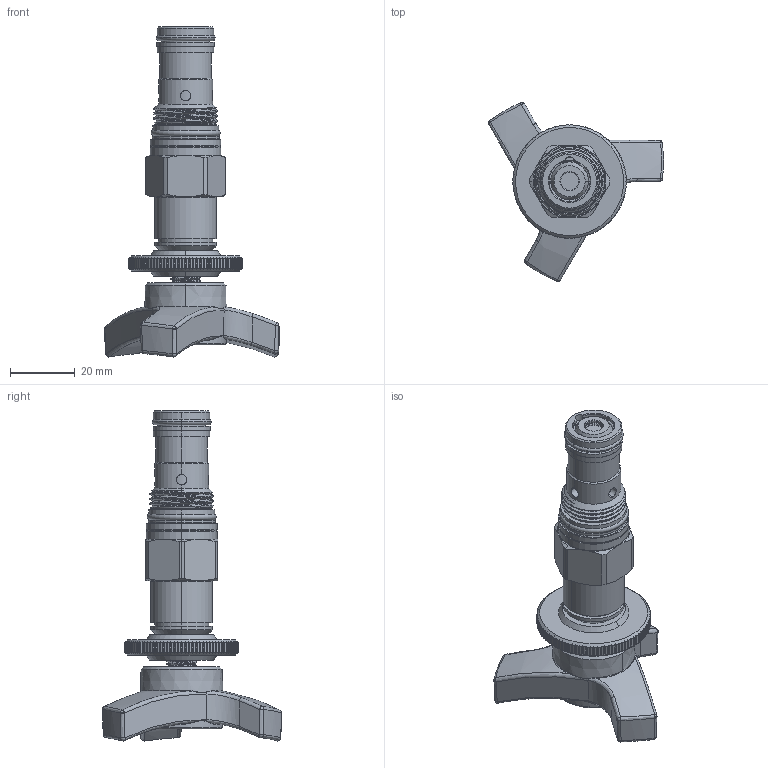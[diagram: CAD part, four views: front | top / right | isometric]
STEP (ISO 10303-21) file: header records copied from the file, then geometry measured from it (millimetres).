
FILE_DESCRIPTION (( 'STEP AP203' ), '1' );
FILE_NAME ('FR13A20-T.STEP', '2016-05-24T07:03:50', ( '' ), ( '' ), 'SwSTEP 2.0', 'SolidWorks 2012', '' );
FILE_SCHEMA (( 'CONFIG_CONTROL_DESIGN' ));
Length unit declared in the file: millimetre
Products named in the file (1): FR13A20-T
Bounding box: 54.02 x 55.33 x 101.85 mm (x, y, z)
Volume: 42314.1 mm3; surface area: 14485.4 mm2
Topology: 4 solids, 5 shells, 771 faces, 2009 edges, 1266 vertices
Faces by surface type: plane 327, cylinder 204, bspline 88, cone 72, torus 40, sphere 40
Entity records: 33097 total; most frequent: CARTESIAN_POINT 15366, ORIENTED_EDGE 3972, DIRECTION 3356, EDGE_CURVE 1986, AXIS2_PLACEMENT_3D 1325, VERTEX_POINT 1260, EDGE_LOOP 814, ADVANCED_FACE 771
